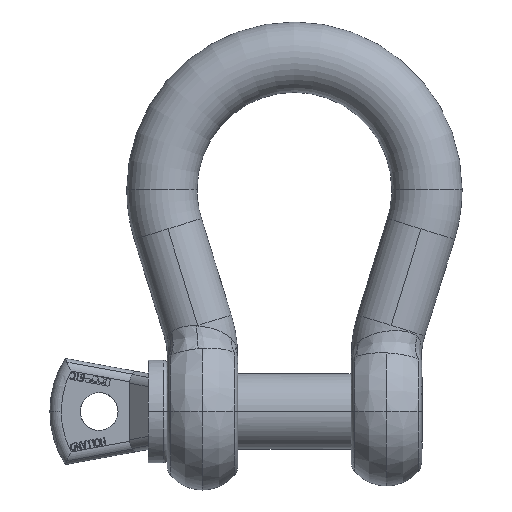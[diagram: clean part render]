
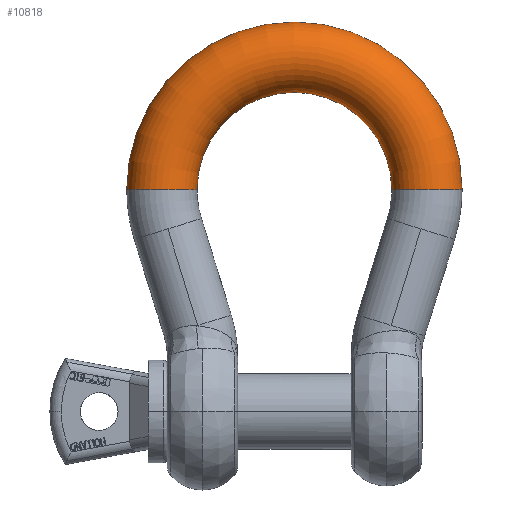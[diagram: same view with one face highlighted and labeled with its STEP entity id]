
A CAD part, top view. The second image highlights one B-rep face of the part: STEP entity #10818.
In plain terms, the highlighted toroidal (fillet/blend) face has major radius 122.5 mm and minor radius 32.5 mm.
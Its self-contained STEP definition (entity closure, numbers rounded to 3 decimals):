
#5432=AXIS2_PLACEMENT_3D('Circle Axis2P3D',#5430,#5431,$) ;
#10791=AXIS2_PLACEMENT_3D('Torus Axis2P3D',#10788,#10789,#10790) ;
#10795=AXIS2_PLACEMENT_3D('Circle Axis2P3D',#10793,#10794,$) ;
#10802=AXIS2_PLACEMENT_3D('Circle Axis2P3D',#10800,#10801,$) ;
#10809=AXIS2_PLACEMENT_3D('Circle Axis2P3D',#10807,#10808,$) ;
#5427=CARTESIAN_POINT('Vertex',(155.,205.,0.)) ;
#5430=CARTESIAN_POINT('Axis2P3D Location',(122.5,205.,0.)) ;
#5434=CARTESIAN_POINT('Vertex',(90.,205.,0.)) ;
#10788=CARTESIAN_POINT('Axis2P3D Location',(0.,205.,0.)) ;
#10793=CARTESIAN_POINT('Axis2P3D Location',(0.,205.,0.)) ;
#10797=CARTESIAN_POINT('Vertex',(-90.,205.,0.)) ;
#10800=CARTESIAN_POINT('Axis2P3D Location',(0.,205.,0.)) ;
#10804=CARTESIAN_POINT('Vertex',(-155.,205.,0.)) ;
#10807=CARTESIAN_POINT('Axis2P3D Location',(-122.5,205.,0.)) ;
#5431=DIRECTION('Axis2P3D Direction',(0.,1.,0.)) ;
#10789=DIRECTION('Axis2P3D Direction',(0.,0.,-1.)) ;
#10790=DIRECTION('Axis2P3D XDirection',(-1.,0.,0.)) ;
#10794=DIRECTION('Axis2P3D Direction',(0.,0.,-1.)) ;
#10801=DIRECTION('Axis2P3D Direction',(0.,0.,-1.)) ;
#10808=DIRECTION('Axis2P3D Direction',(0.,-1.,0.)) ;
#10813=ORIENTED_EDGE('',*,*,#10799,.F.) ;
#10814=ORIENTED_EDGE('',*,*,#5436,.T.) ;
#10815=ORIENTED_EDGE('',*,*,#10806,.F.) ;
#10816=ORIENTED_EDGE('',*,*,#10811,.T.) ;
#10818=ADVANCED_FACE('',(#10817),#10792,.T.) ;
#5433=CIRCLE('generated circle',#5432,32.5) ;
#10796=CIRCLE('generated circle',#10795,90.) ;
#10803=CIRCLE('generated circle',#10802,155.) ;
#10810=CIRCLE('generated circle',#10809,32.5) ;
#10792=TOROIDAL_SURFACE('homeo Torus',#10791,122.5,32.5) ;
#5436=EDGE_CURVE('',#5435,#5428,#5433,.T.) ;
#10799=EDGE_CURVE('',#5435,#10798,#10796,.F.) ;
#10806=EDGE_CURVE('',#10805,#5428,#10803,.T.) ;
#10811=EDGE_CURVE('',#10805,#10798,#10810,.F.) ;
#10812=EDGE_LOOP('',(#10813,#10814,#10815,#10816)) ;
#10817=FACE_OUTER_BOUND('',#10812,.T.) ;
#5428=VERTEX_POINT('',#5427) ;
#5435=VERTEX_POINT('',#5434) ;
#10798=VERTEX_POINT('',#10797) ;
#10805=VERTEX_POINT('',#10804) ;
